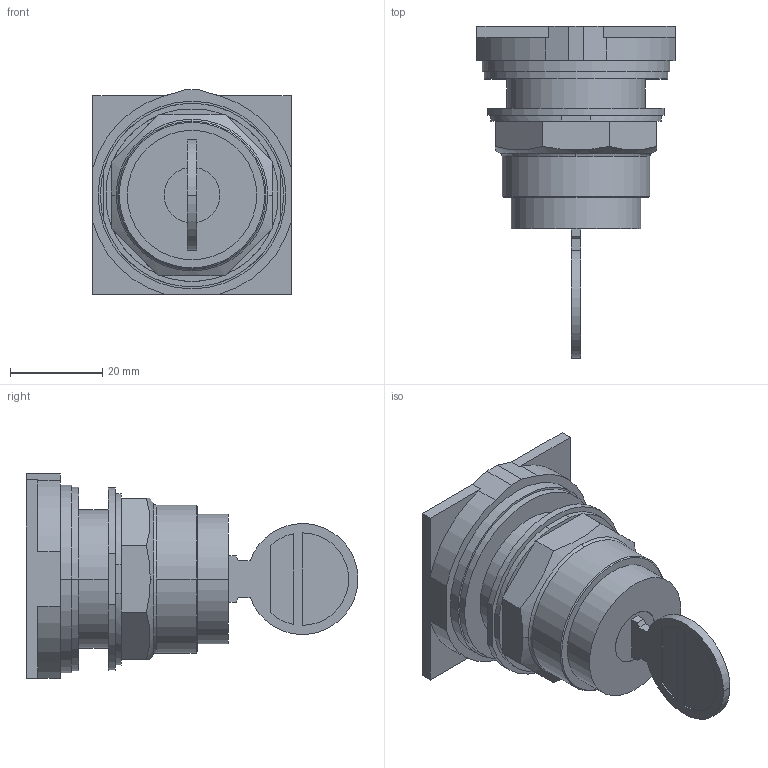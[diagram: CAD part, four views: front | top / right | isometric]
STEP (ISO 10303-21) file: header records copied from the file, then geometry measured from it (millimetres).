
FILE_DESCRIPTION(('starvars output'),'2;1');
FILE_NAME('9001KR147_3D.stp','11:13:28 2020/04/01',( 'Thomas Industrial Network Germany GmbH'),( 'Thomas Industrial Network Germany GmbH'),'unknown preprocess','ACIS' ,'unknown authorization');
FILE_SCHEMA(('AUTOMOTIVE_DESIGN_CC2 {UNKNOWN IMPLEMENTATION LEVEL}'));
Length unit declared in the file: millimetre
Products named in the file (1): PRODUCT_ID_14
Bounding box: 42.88 x 71.78 x 44.2 mm (x, y, z)
Volume: 42504.5 mm3; surface area: 12699.5 mm2
Topology: 2 solids, 2 shells, 112 faces, 267 edges, 172 vertices
Faces by surface type: plane 71, cylinder 35, cone 4, torus 2
Entity records: 3599 total; most frequent: ORIENTED_EDGE 534, CARTESIAN_POINT 445, DIRECTION 352, EDGE_CURVE 267, VERTEX_POINT 172, VECTOR 134, LINE 134, EDGE_LOOP 125
